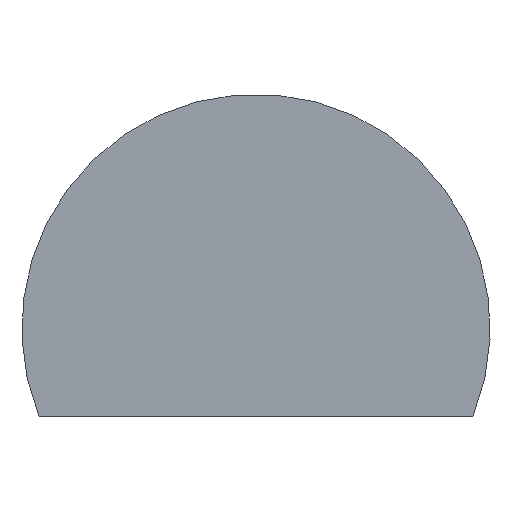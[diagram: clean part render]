
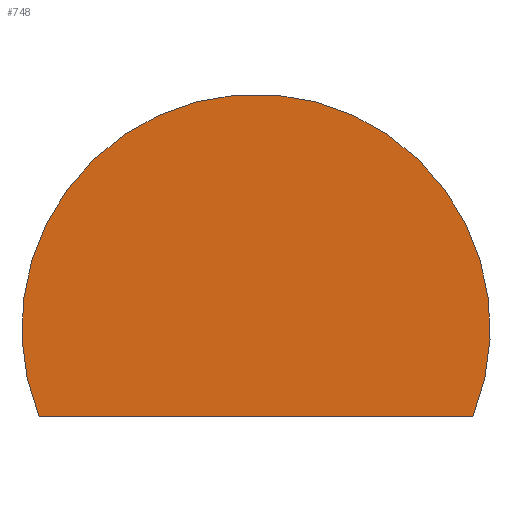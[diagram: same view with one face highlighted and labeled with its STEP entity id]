
A CAD part, front view. The second image highlights one B-rep face of the part: STEP entity #748.
In plain terms, the highlighted planar face has unit normal (0, -1, 0).
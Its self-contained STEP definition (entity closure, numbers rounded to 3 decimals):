
#11 = EDGE_CURVE ( 'NONE', #503, #777, #749, .T. ) ;
#33 = ORIENTED_EDGE ( 'NONE', *, *, #165, .F. ) ;
#40 = PLANE ( 'NONE',  #376 ) ;
#51 = DIRECTION ( 'NONE',  ( 0., 1., 0. ) ) ;
#109 = DIRECTION ( 'NONE',  ( 0., 0., 1. ) ) ;
#115 = AXIS2_PLACEMENT_3D ( 'NONE', #554, #609, #269 ) ;
#138 = FACE_OUTER_BOUND ( 'NONE', #290, .T. ) ;
#165 = EDGE_CURVE ( 'NONE', #777, #503, #604, .T. ) ;
#220 = ORIENTED_EDGE ( 'NONE', *, *, #11, .F. ) ;
#257 = CARTESIAN_POINT ( 'NONE',  ( 0., 0., 0. ) ) ;
#269 = DIRECTION ( 'NONE',  ( 0., 0., 1. ) ) ;
#290 = EDGE_LOOP ( 'NONE', ( #33, #220 ) ) ;
#291 = CARTESIAN_POINT ( 'NONE',  ( 4.3, 0., 0. ) ) ;
#376 = AXIS2_PLACEMENT_3D ( 'NONE', #434, #51, #109 ) ;
#434 = CARTESIAN_POINT ( 'NONE',  ( 2.15, 0., 0.878 ) ) ;
#503 = VERTEX_POINT ( 'NONE', #291 ) ;
#531 = DIRECTION ( 'NONE',  ( -1., 0., 0. ) ) ;
#554 = CARTESIAN_POINT ( 'NONE',  ( 2.15, 0., 0.878 ) ) ;
#604 = CIRCLE ( 'NONE', #115, 2.322 ) ;
#609 = DIRECTION ( 'NONE',  ( 0., 1., 0. ) ) ;
#713 = VECTOR ( 'NONE', #531, 1000. ) ;
#748 = ADVANCED_FACE ( 'NONE', ( #138 ), #40, .F. ) ;
#749 = LINE ( 'NONE', #801, #713 ) ;
#777 = VERTEX_POINT ( 'NONE', #257 ) ;
#801 = CARTESIAN_POINT ( 'NONE',  ( 0., 0., 0. ) ) ;
